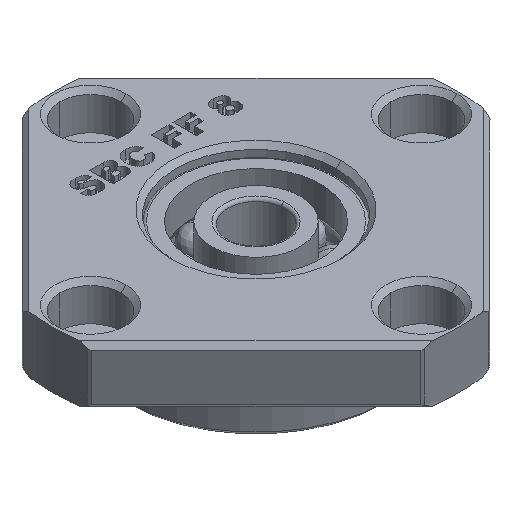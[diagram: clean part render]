
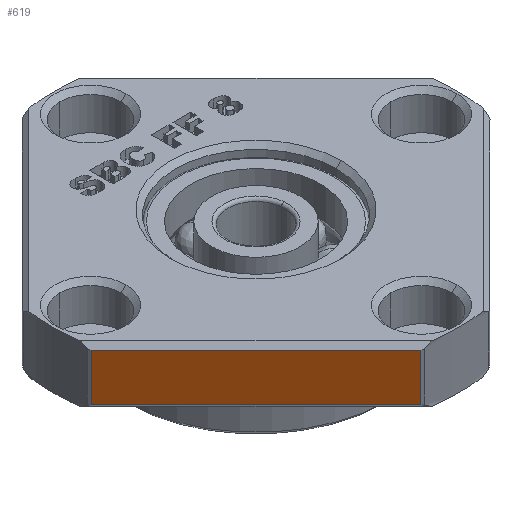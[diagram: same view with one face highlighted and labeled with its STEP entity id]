
A CAD part, isometric view. The second image highlights one B-rep face of the part: STEP entity #619.
In plain terms, the highlighted planar face has unit normal (-0.707, -0.707, 0).
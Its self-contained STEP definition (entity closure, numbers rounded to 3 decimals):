
#263 = DIRECTION ( 'NONE',  ( 0.707, 0.707, 0. ) ) ;
#619 = ADVANCED_FACE ( 'NONE', ( #8673 ), #2927, .F. ) ;
#671 = VECTOR ( 'NONE', #9584, 1000. ) ;
#1603 = CARTESIAN_POINT ( 'NONE',  ( -3.657, -21.092, 5.5 ) ) ;
#1637 = VERTEX_POINT ( 'NONE', #12275 ) ;
#2001 = VECTOR ( 'NONE', #2527, 1000. ) ;
#2527 = DIRECTION ( 'NONE',  ( -0.707, 0.707, 0. ) ) ;
#2581 = VECTOR ( 'NONE', #3867, 1000. ) ;
#2927 = PLANE ( 'NONE',  #7656 ) ;
#3857 = CARTESIAN_POINT ( 'NONE',  ( -12.374, -12.374, 5.5 ) ) ;
#3867 = DIRECTION ( 'NONE',  ( 0., 0., 1. ) ) ;
#4078 = VERTEX_POINT ( 'NONE', #11010 ) ;
#4298 = VERTEX_POINT ( 'NONE', #5245 ) ;
#5183 = LINE ( 'NONE', #3857, #2001 ) ;
#5194 = CARTESIAN_POINT ( 'NONE',  ( -3.657, -21.092, 8. ) ) ;
#5245 = CARTESIAN_POINT ( 'NONE',  ( -21.092, -3.657, 5.5 ) ) ;
#5903 = EDGE_CURVE ( 'NONE', #4298, #4078, #10320, .T. ) ;
#6513 = LINE ( 'NONE', #5194, #2581 ) ;
#7654 = DIRECTION ( 'NONE',  ( 0., 0., 1. ) ) ;
#7656 = AXIS2_PLACEMENT_3D ( 'NONE', #1603, #263, #11902 ) ;
#8066 = VERTEX_POINT ( 'NONE', #9885 ) ;
#8163 = VECTOR ( 'NONE', #7654, 1000. ) ;
#8203 = ORIENTED_EDGE ( 'NONE', *, *, #11204, .F. ) ;
#8673 = FACE_OUTER_BOUND ( 'NONE', #10456, .T. ) ;
#8995 = CARTESIAN_POINT ( 'NONE',  ( -21.092, -3.657, 8. ) ) ;
#9584 = DIRECTION ( 'NONE',  ( 0.707, -0.707, 0. ) ) ;
#9622 = EDGE_CURVE ( 'NONE', #4078, #8066, #12231, .T. ) ;
#9885 = CARTESIAN_POINT ( 'NONE',  ( -3.657, -21.092, 10.5 ) ) ;
#10320 = LINE ( 'NONE', #8995, #8163 ) ;
#10456 = EDGE_LOOP ( 'NONE', ( #12933, #8203, #11464, #11394 ) ) ;
#10910 = CARTESIAN_POINT ( 'NONE',  ( -21.092, -3.657, 10.5 ) ) ;
#10986 = EDGE_CURVE ( 'NONE', #1637, #8066, #6513, .T. ) ;
#11010 = CARTESIAN_POINT ( 'NONE',  ( -21.092, -3.657, 10.5 ) ) ;
#11204 = EDGE_CURVE ( 'NONE', #1637, #4298, #5183, .T. ) ;
#11394 = ORIENTED_EDGE ( 'NONE', *, *, #9622, .F. ) ;
#11464 = ORIENTED_EDGE ( 'NONE', *, *, #10986, .T. ) ;
#11902 = DIRECTION ( 'NONE',  ( -0.707, 0.707, 0. ) ) ;
#12231 = LINE ( 'NONE', #10910, #671 ) ;
#12275 = CARTESIAN_POINT ( 'NONE',  ( -3.657, -21.092, 5.5 ) ) ;
#12933 = ORIENTED_EDGE ( 'NONE', *, *, #5903, .F. ) ;
